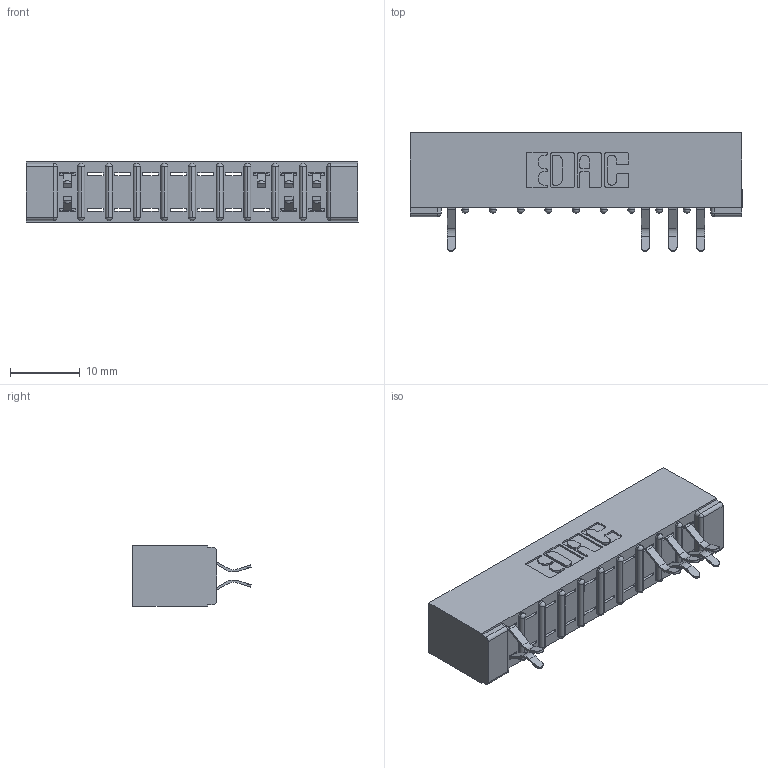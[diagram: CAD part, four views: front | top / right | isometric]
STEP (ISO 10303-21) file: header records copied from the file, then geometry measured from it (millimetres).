
FILE_DESCRIPTION (( 'STEP AP203' ), '1' );
FILE_NAME ('307-020-556-201.STEP', '2018-08-04T01:52:07', ( '' ), ( '' ), 'SwSTEP 2.0', 'SolidWorks 2016', '' );
FILE_SCHEMA (( 'CONFIG_CONTROL_DESIGN' ));
Length unit declared in the file: inch
Products named in the file (3): 307 Part_No Mounting Lugs; 307-290-001_556; 307-020-556-201
Assembly tree (8 placements, depth 2):
  307-020-556-201
    307 Part_No Mounting Lugs
    307-290-001_556  x7
Bounding box: 47.5 x 16.97 x 8.71 mm (x, y, z)
Volume: 3171.7 mm3; surface area: 4446 mm2
Topology: 8 solids, 8 shells, 601 faces, 1709 edges, 1098 vertices
Faces by surface type: plane 375, cylinder 204, sphere 22
Entity records: 12248 total; most frequent: CARTESIAN_POINT 2065, ORIENTED_EDGE 2054, DIRECTION 2023, EDGE_CURVE 1027, VECTOR 775, LINE 775, VERTEX_POINT 666, AXIS2_PLACEMENT_3D 624
